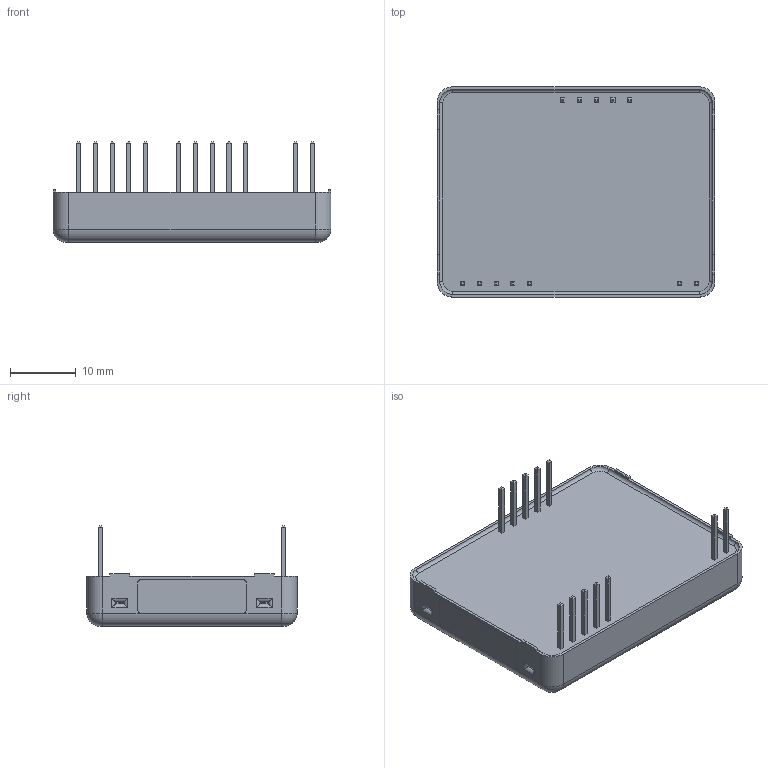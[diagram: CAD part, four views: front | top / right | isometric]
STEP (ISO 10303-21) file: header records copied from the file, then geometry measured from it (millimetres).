
FILE_DESCRIPTION(/* description */ ('Alibre Inc.'),/* implementation_level */ '2;1');
FILE_NAME(/* name */ 'export0',/* time_stamp */ '2017-03-06T10:46:00+01:00',/* author */ (''),/* organization */ (''),/* preprocessor_version */ 'ST-DEVELOPER v14',/* originating_system */ 'Alibre',/* authorisation */ '');
FILE_SCHEMA (('AUTOMOTIVE_DESIGN'));
Length unit declared in the file: centimetre
Bounding box: 42.31 x 32 x 15.31 mm (x, y, z)
Volume: 983.6 mm3; surface area: 7525.9 mm2
Topology: 1 solids, 2 shells, 594 faces, 1477 edges, 942 vertices
Faces by surface type: plane 494, cylinder 75, bspline 13, torus 12
Full cylindrical faces by diameter (mm): 0.978 x1, 0.991 x1, 1.5 x1
Entity records: 16931 total; most frequent: CARTESIAN_POINT 3705, ORIENTED_EDGE 2944, DIRECTION 2098, EDGE_CURVE 1472, VECTOR 1270, LINE 1270, VERTEX_POINT 940, EDGE_LOOP 652
